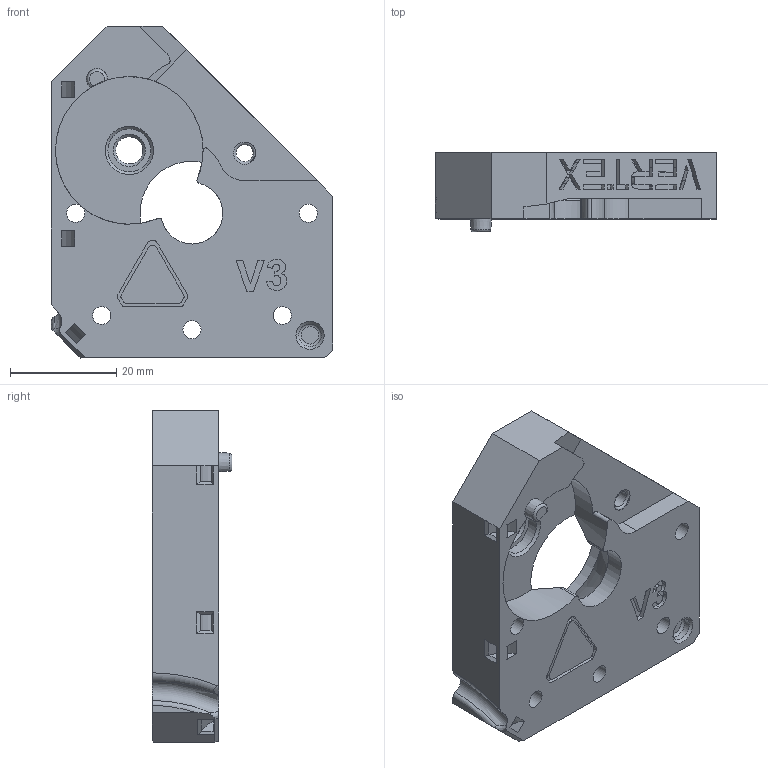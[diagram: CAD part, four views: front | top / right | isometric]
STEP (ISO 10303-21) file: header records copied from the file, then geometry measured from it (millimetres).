
FILE_DESCRIPTION(/* description */ (''),/* implementation_level */ '2;1');
FILE_NAME(/* name */ 'Cover.step',/* time_stamp */ '2021-06-13T22:58:15+02:00',/* author */ (''),/* organization */ (''),/* preprocessor_version */ 'ST-DEVELOPER v18.1',/* originating_system */ 'Autodesk Translation Framework v10.9.0.1377',/* authorisation */ '');
FILE_SCHEMA (('AUTOMOTIVE_DESIGN { 1 0 10303 214 3 1 1 }'));
Length unit declared in the file: millimetre
Products named in the file (1): Cover
Bounding box: 53 x 15 x 62.5 mm (x, y, z)
Volume: 23895.8 mm3; surface area: 9725.5 mm2
Topology: 1 solids, 1 shells, 311 faces, 874 edges, 577 vertices
Faces by surface type: plane 165, bspline 102, cylinder 33, torus 6, cone 5
Full cylindrical faces by diameter (mm): 3.2 x1, 3.4 x5, 4.2 x1, 4.3 x1, 5.1 x1, 6.4 x2, 8.1 x1, 22.5 x1
Entity records: 10965 total; most frequent: CARTESIAN_POINT 3474, ORIENTED_EDGE 1748, DIRECTION 1196, EDGE_CURVE 874, VERTEX_POINT 577, LINE 536, VECTOR 536, EDGE_LOOP 345
